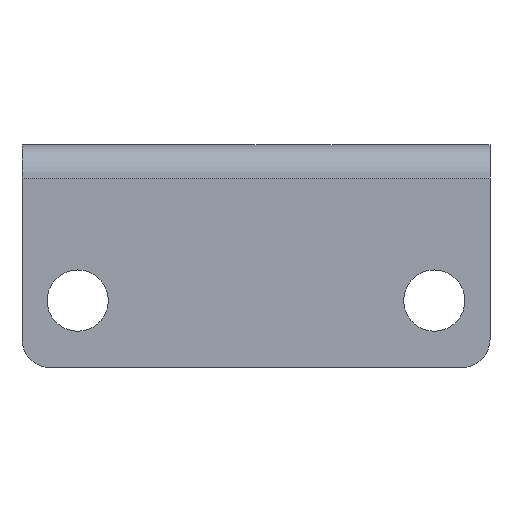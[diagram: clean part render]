
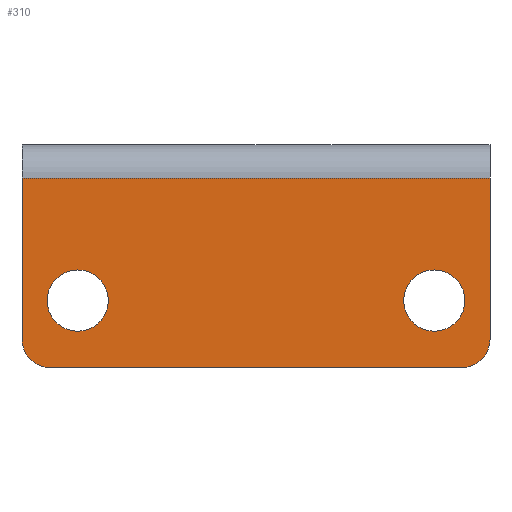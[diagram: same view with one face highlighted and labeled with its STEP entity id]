
A CAD part, front view. The second image highlights one B-rep face of the part: STEP entity #310.
In plain terms, the highlighted planar face has unit normal (0, -1, 0).
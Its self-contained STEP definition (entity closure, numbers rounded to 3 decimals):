
#40=LINE('',#493,#64);
#46=LINE('',#509,#70);
#48=LINE('',#515,#72);
#49=LINE('',#523,#73);
#64=VECTOR('',#395,1000.);
#70=VECTOR('',#407,1000.);
#72=VECTOR('',#415,1000.);
#73=VECTOR('',#424,1000.);
#110=ORIENTED_EDGE('',*,*,#185,.F.);
#111=ORIENTED_EDGE('',*,*,#186,.F.);
#112=ORIENTED_EDGE('',*,*,#180,.T.);
#113=ORIENTED_EDGE('',*,*,#187,.T.);
#114=ORIENTED_EDGE('',*,*,#188,.F.);
#115=ORIENTED_EDGE('',*,*,#189,.T.);
#116=ORIENTED_EDGE('',*,*,#172,.F.);
#117=ORIENTED_EDGE('',*,*,#184,.T.);
#172=EDGE_CURVE('',#212,#213,#40,.T.);
#180=EDGE_CURVE('',#219,#218,#46,.T.);
#184=EDGE_CURVE('',#212,#219,#48,.T.);
#185=EDGE_CURVE('',#220,#220,#236,.T.);
#186=EDGE_CURVE('',#221,#221,#237,.T.);
#187=EDGE_CURVE('',#218,#222,#238,.F.);
#188=EDGE_CURVE('',#223,#222,#49,.T.);
#189=EDGE_CURVE('',#223,#213,#239,.F.);
#212=VERTEX_POINT('',#494);
#213=VERTEX_POINT('',#495);
#218=VERTEX_POINT('',#508);
#219=VERTEX_POINT('',#510);
#220=VERTEX_POINT('',#518);
#221=VERTEX_POINT('',#520);
#222=VERTEX_POINT('',#522);
#223=VERTEX_POINT('',#524);
#236=CIRCLE('',#351,2.75);
#237=CIRCLE('',#352,2.75);
#238=CIRCLE('',#353,2.5);
#239=CIRCLE('',#354,2.5);
#251=EDGE_LOOP('',(#110));
#252=EDGE_LOOP('',(#111));
#253=EDGE_LOOP('',(#112,#113,#114,#115,#116,#117));
#277=FACE_BOUND('',#251,.T.);
#278=FACE_BOUND('',#252,.T.);
#279=FACE_BOUND('',#253,.T.);
#300=PLANE('',#350);
#310=ADVANCED_FACE('',(#277,#278,#279),#300,.F.);
#350=AXIS2_PLACEMENT_3D('',#516,#416,#417);
#351=AXIS2_PLACEMENT_3D('',#517,#418,#419);
#352=AXIS2_PLACEMENT_3D('',#519,#420,#421);
#353=AXIS2_PLACEMENT_3D('',#521,#422,#423);
#354=AXIS2_PLACEMENT_3D('',#525,#425,#426);
#395=DIRECTION('',(1.,0.,0.));
#407=DIRECTION('',(1.,0.,0.));
#415=DIRECTION('',(0.,0.,-1.));
#416=DIRECTION('',(0.,1.,0.));
#417=DIRECTION('',(0.,0.,1.));
#418=DIRECTION('',(0.,-1.,0.));
#419=DIRECTION('',(0.,0.,-1.));
#420=DIRECTION('',(0.,-1.,0.));
#421=DIRECTION('',(0.,0.,-1.));
#422=DIRECTION('',(0.,1.,0.));
#423=DIRECTION('',(0.,0.,1.));
#424=DIRECTION('',(0.,0.,-1.));
#425=DIRECTION('',(0.,1.,0.));
#426=DIRECTION('',(0.,0.,1.));
#493=CARTESIAN_POINT('',(3.,0.,21.));
#494=CARTESIAN_POINT('',(3.,0.,21.));
#495=CARTESIAN_POINT('',(17.5,0.,21.));
#508=CARTESIAN_POINT('',(17.5,0.,-21.));
#509=CARTESIAN_POINT('',(3.,0.,-21.));
#510=CARTESIAN_POINT('',(3.,0.,-21.));
#515=CARTESIAN_POINT('',(3.,0.,21.));
#516=CARTESIAN_POINT('',(3.,0.,21.));
#517=CARTESIAN_POINT('',(14.,0.,-16.));
#518=CARTESIAN_POINT('',(14.,0.,-18.75));
#519=CARTESIAN_POINT('',(14.,0.,16.));
#520=CARTESIAN_POINT('',(14.,0.,13.25));
#521=CARTESIAN_POINT('',(17.5,0.,-18.5));
#522=CARTESIAN_POINT('',(20.,0.,-18.5));
#523=CARTESIAN_POINT('',(20.,0.,21.));
#524=CARTESIAN_POINT('',(20.,0.,18.5));
#525=CARTESIAN_POINT('',(17.5,0.,18.5));
